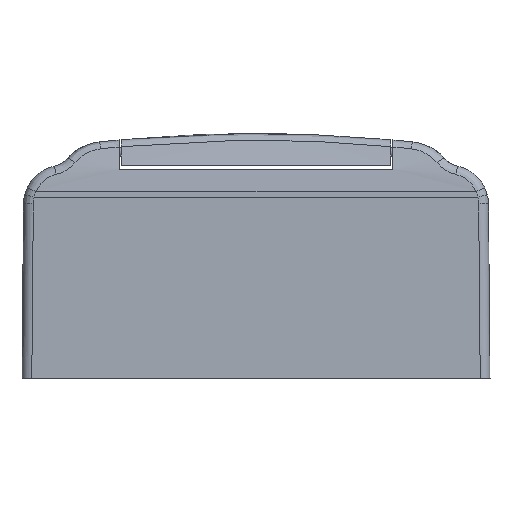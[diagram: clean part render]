
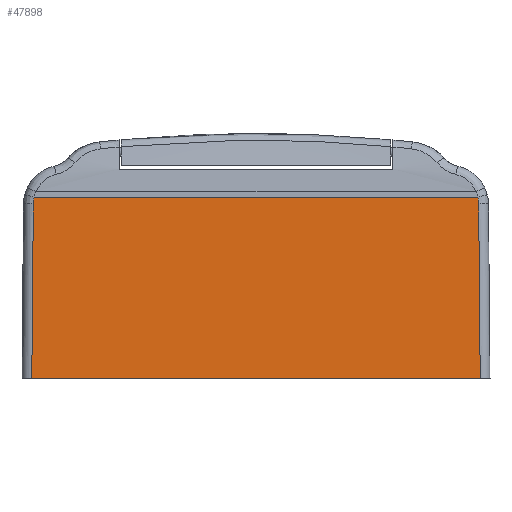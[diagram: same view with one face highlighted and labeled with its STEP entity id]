
A CAD part, left-side view. The second image highlights one B-rep face of the part: STEP entity #47898.
In plain terms, the highlighted planar face has unit normal (-1, 0, 0.009).
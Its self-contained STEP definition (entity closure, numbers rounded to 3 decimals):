
#116 = CARTESIAN_POINT ( 'NONE',  ( -117.877, -90.538, 74.056 ) ) ;
#995 = VECTOR ( 'NONE', #60422, 1000. ) ;
#1059 = CARTESIAN_POINT ( 'NONE',  ( -118.524, -91.524, 0. ) ) ;
#3234 = CARTESIAN_POINT ( 'NONE',  ( -117.885, 90.771, 73.135 ) ) ;
#4767 = ORIENTED_EDGE ( 'NONE', *, *, #7364, .T. ) ;
#5949 = DIRECTION ( 'NONE',  ( 0., -1., 0. ) ) ;
#7364 = EDGE_CURVE ( 'NONE', #81067, #77136, #77397, .T. ) ;
#15288 = CARTESIAN_POINT ( 'NONE',  ( -117.877, 90.538, 74.056 ) ) ;
#15384 = CARTESIAN_POINT ( 'NONE',  ( -117.877, -90.538, 74.056 ) ) ;
#16624 = CARTESIAN_POINT ( 'NONE',  ( -117.877, 0., 74.056 ) ) ;
#17761 = ORIENTED_EDGE ( 'NONE', *, *, #60466, .T. ) ;
#20506 = LINE ( 'NONE', #99482, #80548 ) ;
#21557 = ORIENTED_EDGE ( 'NONE', *, *, #33789, .T. ) ;
#30287 = DIRECTION ( 'NONE',  ( -1., 0., 0.009 ) ) ;
#33789 = EDGE_CURVE ( 'NONE', #63155, #81067, #20506, .T. ) ;
#34526 = CARTESIAN_POINT ( 'NONE',  ( -117.894, 90.894, 72.186 ) ) ;
#35392 = CARTESIAN_POINT ( 'NONE',  ( -117.902, 90.902, 71.236 ) ) ;
#39972 = VERTEX_POINT ( 'NONE', #35392 ) ;
#40252 = DIRECTION ( 'NONE',  ( 0.009, 0.009, 1. ) ) ;
#45705 = PLANE ( 'NONE',  #70237 ) ;
#47898 = ADVANCED_FACE ( 'NONE', ( #100116 ), #45705, .T. ) ;
#58152 = CARTESIAN_POINT ( 'NONE',  ( -117.877, 90.538, 74.056 ) ) ;
#60422 = DIRECTION ( 'NONE',  ( 0.009, -0.009, 1. ) ) ;
#60466 = EDGE_CURVE ( 'NONE', #86786, #86310, #75804, .T. ) ;
#61378 = EDGE_LOOP ( 'NONE', ( #92952, #88842, #21557, #4767, #93522, #17761 ) ) ;
#62267 = B_SPLINE_CURVE_WITH_KNOTS ( 'NONE', 3,
 ( #92812, #101039, #62345, #15384 ),
 .UNSPECIFIED., .F., .F.,
 ( 4, 4 ),
 ( 0., 1. ),
 .UNSPECIFIED. ) ;
#62345 = CARTESIAN_POINT ( 'NONE',  ( -117.885, -90.772, 73.131 ) ) ;
#62814 = EDGE_CURVE ( 'NONE', #39972, #86310, #77663, .T. ) ;
#63155 = VERTEX_POINT ( 'NONE', #94992 ) ;
#63611 = DIRECTION ( 'NONE',  ( 0., 1., 0. ) ) ;
#66062 = LINE ( 'NONE', #75780, #995 ) ;
#70237 = AXIS2_PLACEMENT_3D ( 'NONE', #77143, #30287, #85054 ) ;
#73356 = VECTOR ( 'NONE', #63611, 1000. ) ;
#74263 = CARTESIAN_POINT ( 'NONE',  ( -117.902, -90.902, 71.236 ) ) ;
#74939 = VECTOR ( 'NONE', #40252, 1000. ) ;
#75780 = CARTESIAN_POINT ( 'NONE',  ( -117.993, 90.993, 60.794 ) ) ;
#75804 = LINE ( 'NONE', #16624, #73356 ) ;
#76012 = CARTESIAN_POINT ( 'NONE',  ( -118.524, -91.524, 0. ) ) ;
#77136 = VERTEX_POINT ( 'NONE', #74263 ) ;
#77143 = CARTESIAN_POINT ( 'NONE',  ( -118., 0., 60. ) ) ;
#77397 = LINE ( 'NONE', #1059, #74939 ) ;
#77663 = B_SPLINE_CURVE_WITH_KNOTS ( 'NONE', 3,
 ( #89227, #34526, #3234, #58152 ),
 .UNSPECIFIED., .F., .F.,
 ( 4, 4 ),
 ( 0., 1. ),
 .UNSPECIFIED. ) ;
#80548 = VECTOR ( 'NONE', #5949, 1000. ) ;
#81067 = VERTEX_POINT ( 'NONE', #76012 ) ;
#85054 = DIRECTION ( 'NONE',  ( 0.009, 0., 1. ) ) ;
#86310 = VERTEX_POINT ( 'NONE', #15288 ) ;
#86786 = VERTEX_POINT ( 'NONE', #116 ) ;
#88842 = ORIENTED_EDGE ( 'NONE', *, *, #96558, .F. ) ;
#89227 = CARTESIAN_POINT ( 'NONE',  ( -117.902, 90.902, 71.236 ) ) ;
#89792 = EDGE_CURVE ( 'NONE', #77136, #86786, #62267, .T. ) ;
#92812 = CARTESIAN_POINT ( 'NONE',  ( -117.902, -90.902, 71.236 ) ) ;
#92952 = ORIENTED_EDGE ( 'NONE', *, *, #62814, .F. ) ;
#93522 = ORIENTED_EDGE ( 'NONE', *, *, #89792, .T. ) ;
#94992 = CARTESIAN_POINT ( 'NONE',  ( -118.524, 91.524, 0. ) ) ;
#96558 = EDGE_CURVE ( 'NONE', #63155, #39972, #66062, .T. ) ;
#99482 = CARTESIAN_POINT ( 'NONE',  ( -118.524, -95., 0. ) ) ;
#100116 = FACE_OUTER_BOUND ( 'NONE', #61378, .T. ) ;
#101039 = CARTESIAN_POINT ( 'NONE',  ( -117.894, -90.894, 72.191 ) ) ;
